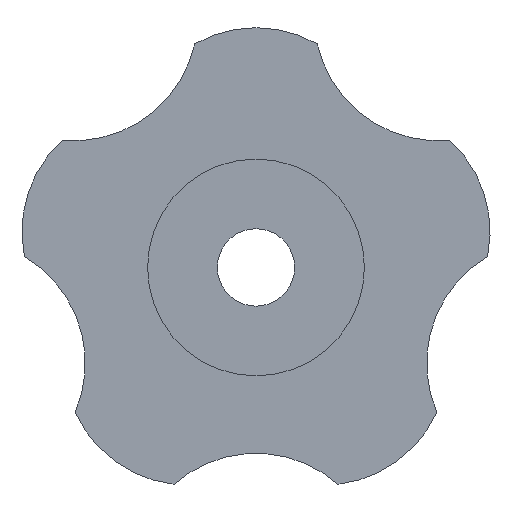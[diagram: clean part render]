
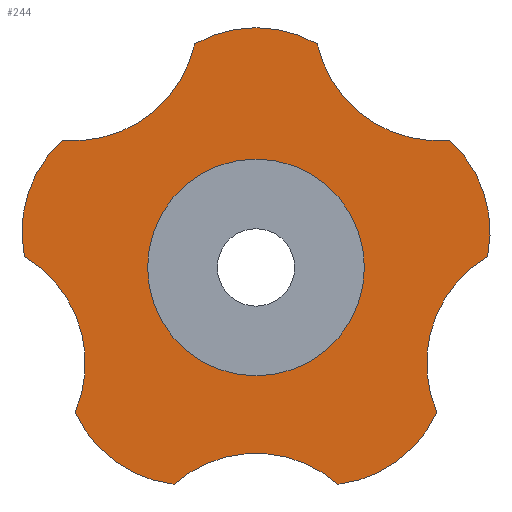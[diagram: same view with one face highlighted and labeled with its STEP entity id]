
A CAD part, front view. The second image highlights one B-rep face of the part: STEP entity #244.
In plain terms, the highlighted planar face has unit normal (0, -1, 0).
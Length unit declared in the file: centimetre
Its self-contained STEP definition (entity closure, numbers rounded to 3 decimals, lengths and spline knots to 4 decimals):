
#18=FACE_BOUND('',#43,.T.);
#23=PLANE('',#263);
#27=FACE_OUTER_BOUND('',#42,.T.);
#42=EDGE_LOOP('',(#167,#168,#169,#170,#171,#172,#173,#174,#175,#176));
#43=EDGE_LOOP('',(#177));
#81=CIRCLE('',#261,0.4);
#83=CIRCLE('',#264,0.4);
#84=CIRCLE('',#265,0.4);
#85=CIRCLE('',#266,0.4);
#86=CIRCLE('',#267,0.4);
#87=CIRCLE('',#268,0.4);
#88=CIRCLE('',#269,0.4);
#89=CIRCLE('',#270,0.4);
#90=CIRCLE('',#271,0.4);
#91=CIRCLE('',#272,0.4);
#92=CIRCLE('',#273,0.35);
#105=VERTEX_POINT('',#391);
#106=VERTEX_POINT('',#392);
#109=VERTEX_POINT('',#400);
#110=VERTEX_POINT('',#402);
#111=VERTEX_POINT('',#404);
#112=VERTEX_POINT('',#406);
#113=VERTEX_POINT('',#408);
#114=VERTEX_POINT('',#410);
#115=VERTEX_POINT('',#412);
#116=VERTEX_POINT('',#414);
#117=VERTEX_POINT('',#417);
#129=EDGE_CURVE('',#105,#106,#81,.T.);
#133=EDGE_CURVE('',#105,#109,#83,.T.);
#134=EDGE_CURVE('',#110,#109,#84,.T.);
#135=EDGE_CURVE('',#110,#111,#85,.T.);
#136=EDGE_CURVE('',#112,#111,#86,.T.);
#137=EDGE_CURVE('',#112,#113,#87,.T.);
#138=EDGE_CURVE('',#114,#113,#88,.T.);
#139=EDGE_CURVE('',#114,#115,#89,.T.);
#140=EDGE_CURVE('',#116,#115,#90,.T.);
#141=EDGE_CURVE('',#116,#106,#91,.T.);
#142=EDGE_CURVE('',#117,#117,#92,.T.);
#167=ORIENTED_EDGE('',*,*,#129,.F.);
#168=ORIENTED_EDGE('',*,*,#133,.T.);
#169=ORIENTED_EDGE('',*,*,#134,.F.);
#170=ORIENTED_EDGE('',*,*,#135,.T.);
#171=ORIENTED_EDGE('',*,*,#136,.F.);
#172=ORIENTED_EDGE('',*,*,#137,.T.);
#173=ORIENTED_EDGE('',*,*,#138,.F.);
#174=ORIENTED_EDGE('',*,*,#139,.T.);
#175=ORIENTED_EDGE('',*,*,#140,.F.);
#176=ORIENTED_EDGE('',*,*,#141,.T.);
#177=ORIENTED_EDGE('',*,*,#142,.F.);
#244=ADVANCED_FACE('',(#27,#18),#23,.F.);
#261=AXIS2_PLACEMENT_3D('',#393,#303,#304);
#263=AXIS2_PLACEMENT_3D('',#399,#309,#310);
#264=AXIS2_PLACEMENT_3D('',#401,#311,#312);
#265=AXIS2_PLACEMENT_3D('',#403,#313,#314);
#266=AXIS2_PLACEMENT_3D('',#405,#315,#316);
#267=AXIS2_PLACEMENT_3D('',#407,#317,#318);
#268=AXIS2_PLACEMENT_3D('',#409,#319,#320);
#269=AXIS2_PLACEMENT_3D('',#411,#321,#322);
#270=AXIS2_PLACEMENT_3D('',#413,#323,#324);
#271=AXIS2_PLACEMENT_3D('',#415,#325,#326);
#272=AXIS2_PLACEMENT_3D('',#416,#327,#328);
#273=AXIS2_PLACEMENT_3D('',#418,#329,#330);
#303=DIRECTION('center_axis',(0.,1.,0.));
#304=DIRECTION('ref_axis',(-0.494,0.,0.87));
#309=DIRECTION('center_axis',(0.,1.,0.));
#310=DIRECTION('ref_axis',(1.,0.,0.));
#311=DIRECTION('center_axis',(0.,1.,0.));
#312=DIRECTION('ref_axis',(1.,0.,0.));
#313=DIRECTION('center_axis',(0.,1.,0.));
#314=DIRECTION('ref_axis',(-0.98,0.,-0.201));
#315=DIRECTION('center_axis',(0.,1.,0.));
#316=DIRECTION('ref_axis',(1.,0.,0.));
#317=DIRECTION('center_axis',(0.,1.,0.));
#318=DIRECTION('ref_axis',(-0.112,0.,-0.994));
#319=DIRECTION('center_axis',(0.,1.,0.));
#320=DIRECTION('ref_axis',(1.,0.,0.));
#321=DIRECTION('center_axis',(0.,1.,0.));
#322=DIRECTION('ref_axis',(0.91,0.,-0.414));
#323=DIRECTION('center_axis',(0.,1.,0.));
#324=DIRECTION('ref_axis',(1.,0.,0.));
#325=DIRECTION('center_axis',(0.,1.,0.));
#326=DIRECTION('ref_axis',(0.675,0.,0.738));
#327=DIRECTION('center_axis',(0.,1.,0.));
#328=DIRECTION('ref_axis',(1.,0.,0.));
#329=DIRECTION('center_axis',(0.,-1.,0.));
#330=DIRECTION('ref_axis',(-1.,0.,0.));
#391=CARTESIAN_POINT('',(-0.1974,0.7,2.0218));
#392=CARTESIAN_POINT('',(0.1974,0.7,2.0218));
#393=CARTESIAN_POINT('Origin',(0.,0.7,1.6739));
#399=CARTESIAN_POINT('Origin',(0.,0.7,1.2045));
#400=CARTESIAN_POINT('',(-0.6255,0.7,1.7108));
#401=CARTESIAN_POINT('Origin',(-0.5878,0.7,2.109));
#402=CARTESIAN_POINT('',(-0.7475,0.7,1.3353));
#403=CARTESIAN_POINT('Origin',(-0.3556,0.7,1.4156));
#404=CARTESIAN_POINT('',(-0.584,0.7,0.8321));
#405=CARTESIAN_POINT('Origin',(-0.9511,0.7,0.991));
#406=CARTESIAN_POINT('',(-0.2646,0.7,0.6));
#407=CARTESIAN_POINT('Origin',(-0.2198,0.7,0.9975));
#408=CARTESIAN_POINT('',(0.2646,0.7,0.6));
#409=CARTESIAN_POINT('Origin',(0.,0.7,0.3));
#410=CARTESIAN_POINT('',(0.584,0.7,0.8321));
#411=CARTESIAN_POINT('Origin',(0.2198,0.7,0.9975));
#412=CARTESIAN_POINT('',(0.7475,0.7,1.3353));
#413=CARTESIAN_POINT('Origin',(0.9511,0.7,0.991));
#414=CARTESIAN_POINT('',(0.6255,0.7,1.7108));
#415=CARTESIAN_POINT('Origin',(0.3556,0.7,1.4156));
#416=CARTESIAN_POINT('Origin',(0.5878,0.7,2.109));
#417=CARTESIAN_POINT('',(0.35,0.7,1.3));
#418=CARTESIAN_POINT('Origin',(0.,0.7,1.3));
